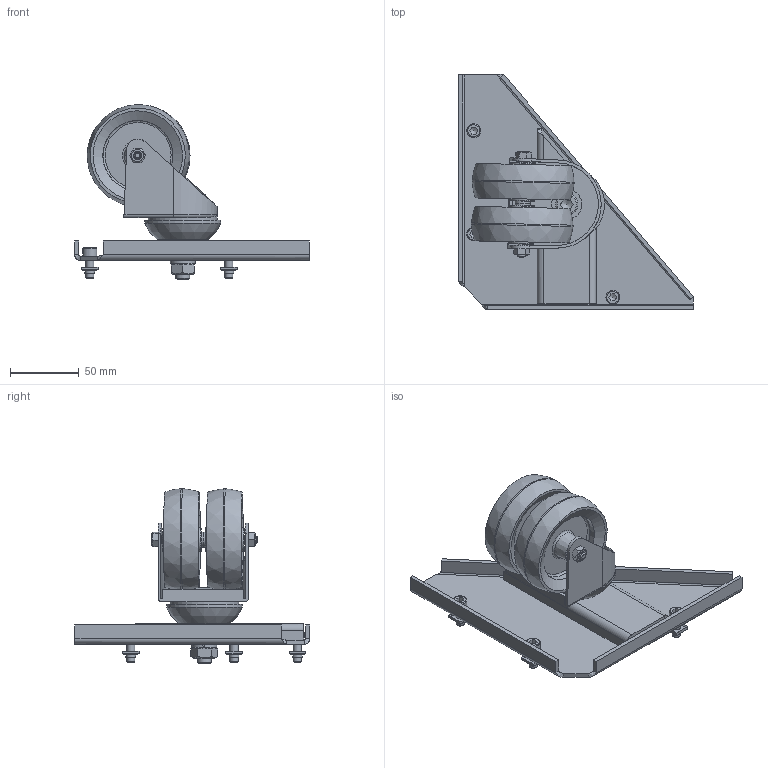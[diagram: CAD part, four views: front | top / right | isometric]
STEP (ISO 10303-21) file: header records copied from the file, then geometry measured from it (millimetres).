
FILE_DESCRIPTION((''),'2;1');
FILE_NAME('DOPODN06_vozno_podnožje_server_net.stp','2020-03-30T19:22:21',('SUPER'),(''),'Autodesk Inventor 2010','Autodesk Inventor 2010','');
FILE_SCHEMA(('AUTOMOTIVE_DESIGN { 1 0 10303 214 1 1 1 1 }'));
Length unit declared in the file: millimetre
Products named in the file (15): DOPODN06_vozno_podnožje_server_net; NOSILEC KOLES-VARJENJE; NOSILEC KOLES_1; OJAČITEV NOSILCA KOLES_1; KOLO TORW 13620751; NOSILEC KOLESA - BREZ ZAVORE; OS KOLESA; DIN 934  (Navadni navoj) - Zamejaj z DIN EN 24 032 M6; KOLO; DIN 433-1  A 6.4; DIN 912 - replaced by DIN EN ISO 4762 M10 x 35; DIN 127 - withdrawn A 10; DIN 934 - replaced by DIN EN 24032/28673/28674 M10; DIN 912 - replaced by DIN EN ISO 4762 M6 x 16; MATICA ENOJNA M6
Assembly tree (20 placements, depth 3):
  DOPODN06_vozno_podnožje_server_net
    NOSILEC KOLES-VARJENJE
      NOSILEC KOLES_1
      OJAČITEV NOSILCA KOLES_1
    KOLO TORW 13620751
      NOSILEC KOLESA - BREZ ZAVORE
      OS KOLESA
      DIN 934  (Navadni navoj) - Zamejaj z DIN EN 24 032 M6
      KOLO  x2
      DIN 433-1  A 6.4  x2
    DIN 912 - replaced by DIN EN ISO 4762 M10 x 35
    DIN 127 - withdrawn A 10
    DIN 934 - replaced by DIN EN 24032/28673/28674 M10
    DIN 912 - replaced by DIN EN ISO 4762 M6 x 16  x3
    MATICA ENOJNA M6  x3
Bounding box: 170.5 x 171.04 x 126.9 mm (x, y, z)
Volume: 266327.9 mm3; surface area: 126087.7 mm2
Topology: 18 solids, 18 shells, 342 faces, 742 edges, 443 vertices
Faces by surface type: plane 185, cylinder 75, bspline 29, cone 28, torus 13, sphere 12
Full cylindrical faces by diameter (mm): 5 x3, 5.152 x1, 6 x3, 6.2 x4, 6.4 x2, 7 x3, 10 x4, 10.2 x1, 11 x2, 16 x1, 22 x1, 50 x1, 51 x4, 55 x1, 74 x2
Entity records: 6771 total; most frequent: CARTESIAN_POINT 1706, DIRECTION 993, ORIENTED_EDGE 854, EDGE_CURVE 427, AXIS2_PLACEMENT_3D 380, EDGE_LOOP 323, VERTEX_POINT 296, VECTOR 233
